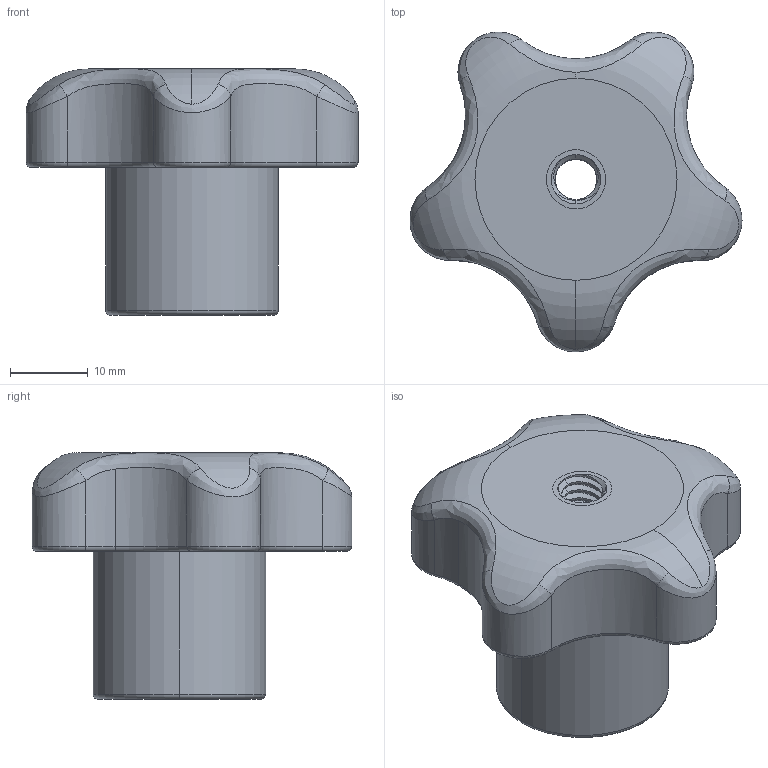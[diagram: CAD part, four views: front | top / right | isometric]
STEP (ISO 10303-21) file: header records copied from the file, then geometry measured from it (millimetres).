
FILE_DESCRIPTION (( 'STEP AP203' ), '1' );
FILE_NAME ('59625K33.step', '2010-03-03T00:08:23', ( ' ' ), ( ' ' ), 'SwSTEP 2.0', 'SolidWorks 2007', '' );
FILE_SCHEMA (( 'CONFIG_CONTROL_DESIGN' ));
Length unit declared in the file: inch
Products named in the file (1): 59625K33
Bounding box: 42.77 x 41.2 x 31.75 mm (x, y, z)
Volume: 19871.1 mm3; surface area: 7278 mm2
Topology: 2 solids, 2 shells, 262 faces, 543 edges, 286 vertices
Faces by surface type: cylinder 123, cone 107, torus 17, bspline 10, plane 5
Entity records: 11170 total; most frequent: CARTESIAN_POINT 5849, ORIENTED_EDGE 1086, DIRECTION 1081, EDGE_CURVE 543, AXIS2_PLACEMENT_3D 432, VERTEX_POINT 286, EDGE_LOOP 267, ADVANCED_FACE 262
